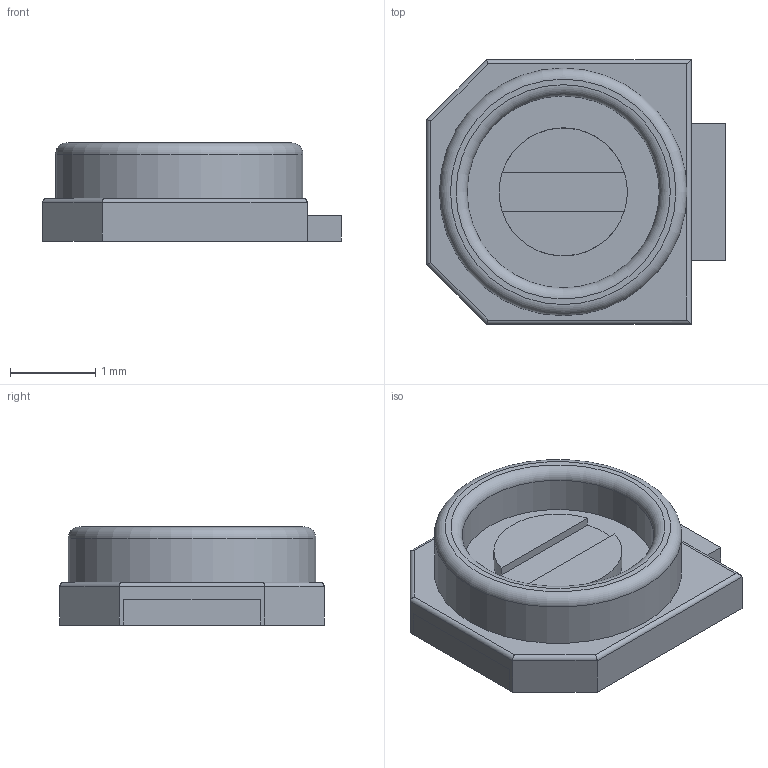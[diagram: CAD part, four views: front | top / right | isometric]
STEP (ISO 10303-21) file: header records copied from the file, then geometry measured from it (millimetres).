
FILE_DESCRIPTION(/* description */ ('model of C_Trimmer_Voltronics_JR'),/* implementation_level */ '2;1');
FILE_NAME(/* name */ 'C_Trimmer_Voltronics_JR.step',/* time_stamp */ '2018-12-28T21:44:33',/* author */ ('kicad StepUp','ksu'),/* organization */ ('FreeCAD'),/* preprocessor_version */ 'OCC',/* originating_system */ 'kicad StepUp',/* authorisation */ '');
FILE_SCHEMA(('AUTOMOTIVE_DESIGN { 1 0 10303 214 1 1 1 1 }'));
Length unit declared in the file: millimetre
Products named in the file (1): Voltronics_JR
Bounding box: 3.5 x 3.1 x 1.15 mm (x, y, z)
Volume: 7.1 mm3; surface area: 35.3 mm2
Topology: 1 solids, 1 shells, 35 faces, 81 edges, 51 vertices
Faces by surface type: plane 24, cylinder 9, torus 2
Full cylindrical faces by diameter (mm): 1.5 x1, 2.25 x1, 2.9 x1
Entity records: 720 total; most frequent: ORIENTED_EDGE 132, CARTESIAN_POINT 96, EDGE_CURVE 81, VERTEX_POINT 51, LINE 50, AXIS2_PLACEMENT_3D 47, FACE_BOUND 39, EDGE_LOOP 38
